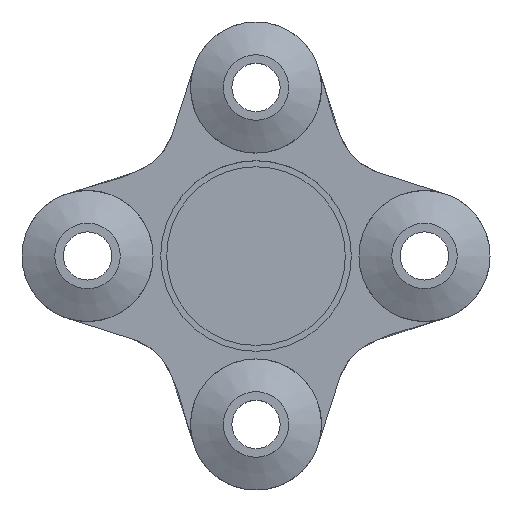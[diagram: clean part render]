
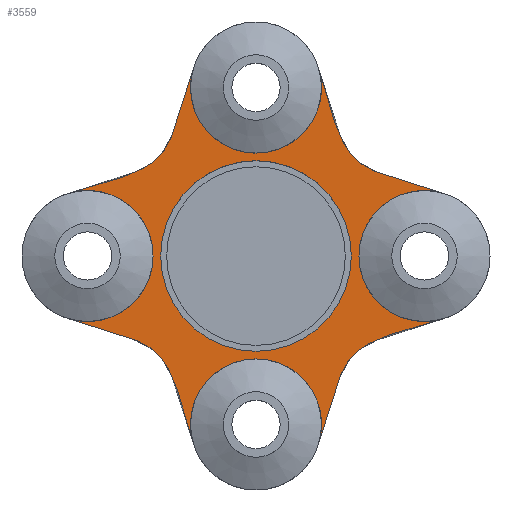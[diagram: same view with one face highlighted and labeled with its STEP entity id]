
A CAD part, top view. The second image highlights one B-rep face of the part: STEP entity #3559.
In plain terms, the highlighted planar face has unit normal (0, 0, 1).
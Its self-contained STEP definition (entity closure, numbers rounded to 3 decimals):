
#29=FACE_BOUND('',#800,.T.);
#120=(
BOUNDED_CURVE()
B_SPLINE_CURVE(2,(#13206,#13207,#13208),.UNSPECIFIED.,.F.,.F.)
B_SPLINE_CURVE_WITH_KNOTS((3,3),(-3.163,0.),.UNSPECIFIED.)
CURVE()
GEOMETRIC_REPRESENTATION_ITEM()
RATIONAL_B_SPLINE_CURVE((1.,3.,1.))
REPRESENTATION_ITEM('')
);
#121=(
BOUNDED_CURVE()
B_SPLINE_CURVE(2,(#13209,#13210,#13211),.UNSPECIFIED.,.F.,.F.)
B_SPLINE_CURVE_WITH_KNOTS((3,3),(-3.163,0.),.UNSPECIFIED.)
CURVE()
GEOMETRIC_REPRESENTATION_ITEM()
RATIONAL_B_SPLINE_CURVE((1.,3.,1.))
REPRESENTATION_ITEM('')
);
#122=(
BOUNDED_CURVE()
B_SPLINE_CURVE(2,(#13212,#13213,#13214),.UNSPECIFIED.,.F.,.F.)
B_SPLINE_CURVE_WITH_KNOTS((3,3),(-3.163,0.),.UNSPECIFIED.)
CURVE()
GEOMETRIC_REPRESENTATION_ITEM()
RATIONAL_B_SPLINE_CURVE((1.,3.,1.))
REPRESENTATION_ITEM('')
);
#123=(
BOUNDED_CURVE()
B_SPLINE_CURVE(2,(#13215,#13216,#13217),.UNSPECIFIED.,.F.,.F.)
B_SPLINE_CURVE_WITH_KNOTS((3,3),(-3.163,0.),.UNSPECIFIED.)
CURVE()
GEOMETRIC_REPRESENTATION_ITEM()
RATIONAL_B_SPLINE_CURVE((1.,3.,1.))
REPRESENTATION_ITEM('')
);
#496=PLANE('',#3812);
#610=FACE_OUTER_BOUND('',#799,.T.);
#799=EDGE_LOOP('',(#2733,#2734,#2735,#2736,#2737,#2738,#2739,#2740,#2741,
#2742,#2743));
#800=EDGE_LOOP('',(#2744));
#1175=CIRCLE('',#3764,16.);
#1190=CIRCLE('',#3790,11.);
#1192=CIRCLE('',#3792,11.);
#1195=CIRCLE('',#3797,11.);
#1197=CIRCLE('',#3799,11.);
#1199=CIRCLE('',#3803,11.);
#1201=CIRCLE('',#3805,11.);
#1204=CIRCLE('',#3810,11.);
#1477=VERTEX_POINT('',#13097);
#1492=VERTEX_POINT('',#13144);
#1493=VERTEX_POINT('',#13146);
#1496=VERTEX_POINT('',#13152);
#1499=VERTEX_POINT('',#13162);
#1500=VERTEX_POINT('',#13164);
#1503=VERTEX_POINT('',#13170);
#1505=VERTEX_POINT('',#13178);
#1506=VERTEX_POINT('',#13180);
#1509=VERTEX_POINT('',#13186);
#1513=VERTEX_POINT('',#13198);
#1514=VERTEX_POINT('',#13200);
#1957=EDGE_CURVE('',#1477,#1477,#1175,.T.);
#1979=EDGE_CURVE('',#1493,#1492,#1190,.T.);
#1983=EDGE_CURVE('',#1492,#1496,#1192,.T.);
#1988=EDGE_CURVE('',#1500,#1499,#1195,.T.);
#1992=EDGE_CURVE('',#1499,#1503,#1197,.T.);
#1996=EDGE_CURVE('',#1506,#1505,#1199,.T.);
#2000=EDGE_CURVE('',#1505,#1509,#1201,.T.);
#2006=EDGE_CURVE('',#1514,#1513,#1204,.T.);
#2009=EDGE_CURVE('',#1509,#1500,#120,.T.);
#2010=EDGE_CURVE('',#1503,#1493,#121,.T.);
#2011=EDGE_CURVE('',#1496,#1514,#122,.T.);
#2012=EDGE_CURVE('',#1513,#1506,#123,.T.);
#2733=ORIENTED_EDGE('',*,*,#1996,.T.);
#2734=ORIENTED_EDGE('',*,*,#2000,.T.);
#2735=ORIENTED_EDGE('',*,*,#2009,.T.);
#2736=ORIENTED_EDGE('',*,*,#1988,.T.);
#2737=ORIENTED_EDGE('',*,*,#1992,.T.);
#2738=ORIENTED_EDGE('',*,*,#2010,.T.);
#2739=ORIENTED_EDGE('',*,*,#1979,.T.);
#2740=ORIENTED_EDGE('',*,*,#1983,.T.);
#2741=ORIENTED_EDGE('',*,*,#2011,.T.);
#2742=ORIENTED_EDGE('',*,*,#2006,.T.);
#2743=ORIENTED_EDGE('',*,*,#2012,.T.);
#2744=ORIENTED_EDGE('',*,*,#1957,.T.);
#3559=ADVANCED_FACE('',(#610,#29),#496,.T.);
#3764=AXIS2_PLACEMENT_3D('',#13098,#4080,#4081);
#3790=AXIS2_PLACEMENT_3D('',#13147,#4139,#4140);
#3792=AXIS2_PLACEMENT_3D('',#13154,#4145,#4146);
#3797=AXIS2_PLACEMENT_3D('',#13165,#4157,#4158);
#3799=AXIS2_PLACEMENT_3D('',#13172,#4163,#4164);
#3803=AXIS2_PLACEMENT_3D('',#13181,#4173,#4174);
#3805=AXIS2_PLACEMENT_3D('',#13188,#4179,#4180);
#3810=AXIS2_PLACEMENT_3D('',#13201,#4192,#4193);
#3812=AXIS2_PLACEMENT_3D('',#13205,#4197,#4198);
#4080=DIRECTION('center_axis',(0.,0.,-1.));
#4081=DIRECTION('ref_axis',(1.,0.,0.));
#4139=DIRECTION('center_axis',(0.,0.,-1.));
#4140=DIRECTION('ref_axis',(1.,0.,0.));
#4145=DIRECTION('center_axis',(0.,0.,-1.));
#4146=DIRECTION('ref_axis',(1.,0.,0.));
#4157=DIRECTION('center_axis',(0.,0.,-1.));
#4158=DIRECTION('ref_axis',(1.,0.,0.));
#4163=DIRECTION('center_axis',(0.,0.,-1.));
#4164=DIRECTION('ref_axis',(1.,0.,0.));
#4173=DIRECTION('center_axis',(0.,0.,-1.));
#4174=DIRECTION('ref_axis',(1.,0.,0.));
#4179=DIRECTION('center_axis',(0.,0.,-1.));
#4180=DIRECTION('ref_axis',(1.,0.,0.));
#4192=DIRECTION('center_axis',(0.,0.,-1.));
#4193=DIRECTION('ref_axis',(1.,0.,0.));
#4197=DIRECTION('center_axis',(0.,0.,1.));
#4198=DIRECTION('ref_axis',(1.,0.,0.));
#13097=CARTESIAN_POINT('',(-16.,0.,22.));
#13098=CARTESIAN_POINT('Origin',(0.,0.,22.));
#13144=CARTESIAN_POINT('',(-11.,28.284,22.));
#13146=CARTESIAN_POINT('',(10.617,31.163,22.));
#13147=CARTESIAN_POINT('Origin',(0.,28.284,22.));
#13152=CARTESIAN_POINT('',(-10.617,31.163,22.));
#13154=CARTESIAN_POINT('Origin',(0.,28.284,22.));
#13162=CARTESIAN_POINT('',(17.284,0.,22.));
#13164=CARTESIAN_POINT('',(31.163,-10.617,22.));
#13165=CARTESIAN_POINT('Origin',(28.284,0.,22.));
#13170=CARTESIAN_POINT('',(31.163,10.617,22.));
#13172=CARTESIAN_POINT('Origin',(28.284,0.,22.));
#13178=CARTESIAN_POINT('',(-11.,-28.284,22.));
#13180=CARTESIAN_POINT('',(-10.617,-31.163,22.));
#13181=CARTESIAN_POINT('Origin',(0.,-28.284,22.));
#13186=CARTESIAN_POINT('',(10.617,-31.163,22.));
#13188=CARTESIAN_POINT('Origin',(0.,-28.284,22.));
#13198=CARTESIAN_POINT('',(-31.163,-10.617,22.));
#13200=CARTESIAN_POINT('',(-31.163,10.617,22.));
#13201=CARTESIAN_POINT('Origin',(-28.284,0.,22.));
#13205=CARTESIAN_POINT('Origin',(0.,0.,22.));
#13206=CARTESIAN_POINT('Ctrl Pts',(10.617,-31.163,22.));
#13207=CARTESIAN_POINT('Ctrl Pts',(15.,-15.,22.));
#13208=CARTESIAN_POINT('Ctrl Pts',(31.163,-10.617,22.));
#13209=CARTESIAN_POINT('Ctrl Pts',(31.163,10.617,22.));
#13210=CARTESIAN_POINT('Ctrl Pts',(15.,15.,22.));
#13211=CARTESIAN_POINT('Ctrl Pts',(10.617,31.163,22.));
#13212=CARTESIAN_POINT('Ctrl Pts',(-10.617,31.163,22.));
#13213=CARTESIAN_POINT('Ctrl Pts',(-15.,15.,22.));
#13214=CARTESIAN_POINT('Ctrl Pts',(-31.163,10.617,22.));
#13215=CARTESIAN_POINT('Ctrl Pts',(-31.163,-10.617,
22.));
#13216=CARTESIAN_POINT('Ctrl Pts',(-15.,-15.,
22.));
#13217=CARTESIAN_POINT('Ctrl Pts',(-10.617,-31.163,22.));
